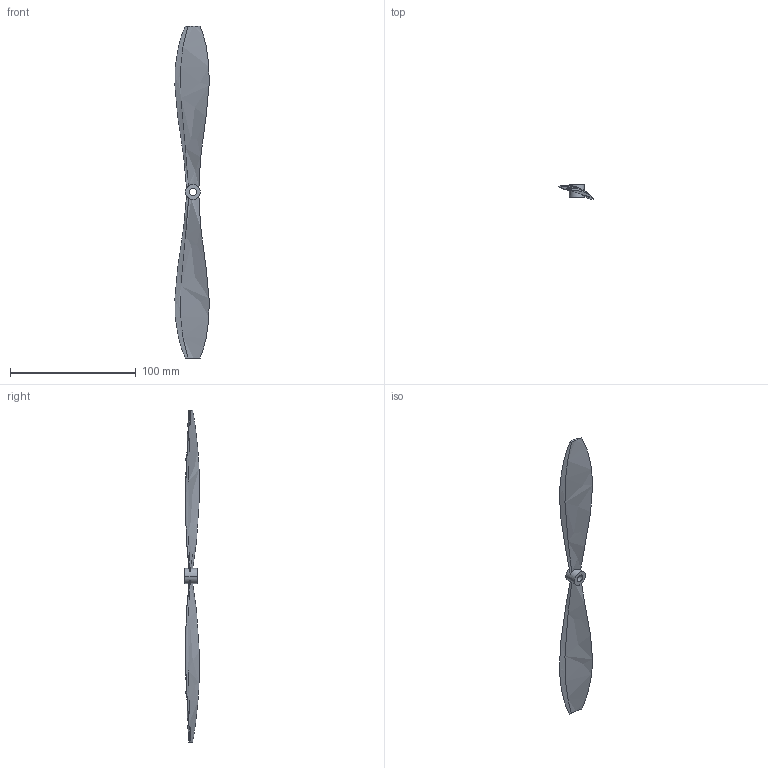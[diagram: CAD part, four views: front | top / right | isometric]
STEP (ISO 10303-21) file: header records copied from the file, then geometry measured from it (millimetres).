
FILE_DESCRIPTION((''),'2;1');
FILE_NAME('PROPELLER1','2019-07-19T14:49:29',('wangtian'),(''),'CREO PARAMETRIC BY PTC INC, 2018050','CREO PARAMETRIC BY PTC INC, 2018050','');
FILE_SCHEMA(('CONFIG_CONTROL_DESIGN'));
Length unit declared in the file: millimetre
Products named in the file (1): PROPELLER1
Bounding box: 27.11 x 11.44 x 264 mm (x, y, z)
Volume: 11906.3 mm3; surface area: 12108.8 mm2
Topology: 1 solids, 1 shells, 16 faces, 36 edges, 24 vertices
Faces by surface type: plane 6, bspline 6, cylinder 4
Entity records: 678 total; most frequent: CARTESIAN_POINT 326, ORIENTED_EDGE 72, DIRECTION 42, EDGE_CURVE 36, VERTEX_POINT 24, B_SPLINE_CURVE_WITH_KNOTS 22, EDGE_LOOP 20, AXIS2_PLACEMENT_3D 18
